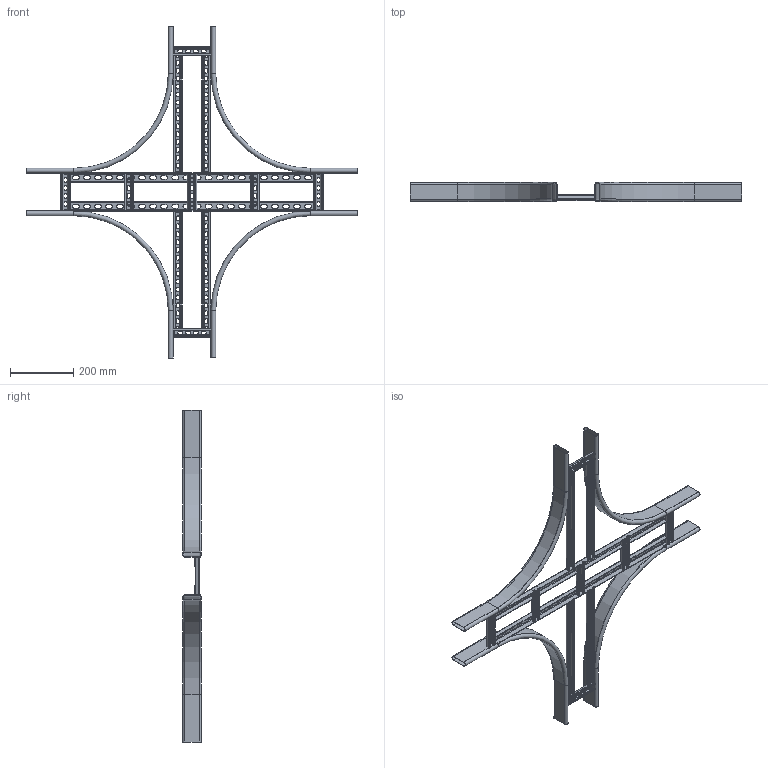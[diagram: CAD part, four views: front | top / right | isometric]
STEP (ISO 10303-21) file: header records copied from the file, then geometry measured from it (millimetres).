
FILE_DESCRIPTION (( 'STEP AP203' ), '1' );
FILE_NAME ('10-02-1399.STEP', '2013-05-02T10:14:36', ( 'asennus' ), ( '' ), 'SwSTEP 2.0', 'SolidWorks 2013', '' );
FILE_SCHEMA (( 'CONFIG_CONTROL_DESIGN' ));
Length unit declared in the file: millimetre
Products named in the file (1): 10-02-1399
Bounding box: 1050 x 60 x 1050 mm (x, y, z)
Volume: 724213.9 mm3; surface area: 1307820.3 mm2
Topology: 17 solids, 17 shells, 1388 faces, 3390 edges, 2036 vertices
Faces by surface type: plane 852, cylinder 500, bspline 20, torus 16
Entity records: 41119 total; most frequent: CARTESIAN_POINT 7635, DIRECTION 7016, ORIENTED_EDGE 6780, EDGE_CURVE 3390, VECTOR 2342, LINE 2342, AXIS2_PLACEMENT_3D 2337, VERTEX_POINT 2036
